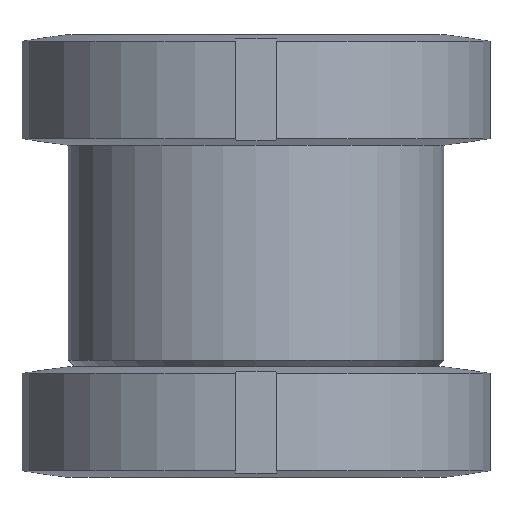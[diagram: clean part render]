
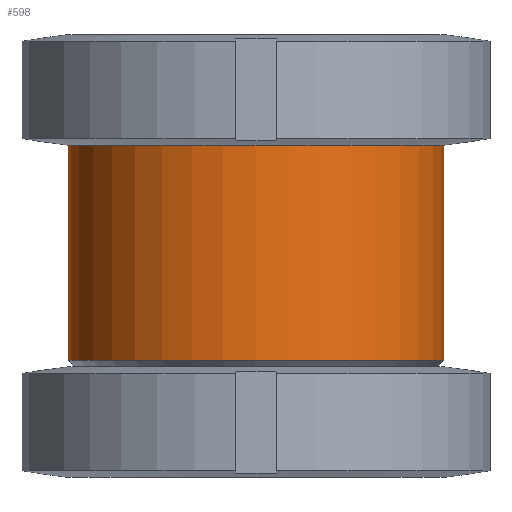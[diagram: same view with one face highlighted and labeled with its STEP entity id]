
A CAD part, front view. The second image highlights one B-rep face of the part: STEP entity #598.
In plain terms, the highlighted cylindrical face has radius 28 mm (diameter 56 mm), a partial arc.
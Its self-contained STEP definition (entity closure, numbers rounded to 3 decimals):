
#434=EDGE_CURVE('',#600,#694,#1201,.T.);
#598=ADVANCED_FACE('',(#1383),#1384,.T.);
#600=VERTEX_POINT('',#1386);
#694=VERTEX_POINT('',#1487);
#806=VERTEX_POINT('',#1610);
#900=EDGE_CURVE('',#904,#694,#1714,.T.);
#904=VERTEX_POINT('',#1718);
#1020=EDGE_CURVE('',#904,#806,#1846,.T.);
#1030=EDGE_CURVE('',#806,#600,#1859,.T.);
#1201=LINE('',#2057,#2058);
#1383=FACE_OUTER_BOUND('',#2437,.T.);
#1384=CYLINDRICAL_SURFACE('',#2438,28.0);
#1386=CARTESIAN_POINT('',(-28.0,0.,17.49));
#1487=CARTESIAN_POINT('',(-28.0,0.,49.5));
#1610=CARTESIAN_POINT('',(28.0,0.,17.49));
#1714=CIRCLE('',#3029,28.0);
#1718=CARTESIAN_POINT('',(28.0,0.,49.5));
#1846=LINE('',#3318,#3319);
#1859=CIRCLE('',#3345,28.0);
#2057=CARTESIAN_POINT('',(-28.0,0.,33.495));
#2058=VECTOR('',#3615,1.0);
#2437=EDGE_LOOP('',(#3790,#3791,#3792,#3793));
#2438=AXIS2_PLACEMENT_3D('',#3794,#3795,#3796);
#3029=AXIS2_PLACEMENT_3D('',#4156,#4157,#4158);
#3318=CARTESIAN_POINT('',(28.0,0.,33.495));
#3319=VECTOR('',#4283,1.0);
#3345=AXIS2_PLACEMENT_3D('',#4301,#4302,#4303);
#3615=DIRECTION('',(-0.0,0.,1.0));
#3790=ORIENTED_EDGE('',*,*,#1020,.F.);
#3791=ORIENTED_EDGE('',*,*,#900,.T.);
#3792=ORIENTED_EDGE('',*,*,#434,.F.);
#3793=ORIENTED_EDGE('',*,*,#1030,.F.);
#3794=CARTESIAN_POINT('',(0.0,0.,33.495));
#3795=DIRECTION('',(-0.0,0.,1.0));
#3796=DIRECTION('',(1.0,0.0,0.0));
#4156=CARTESIAN_POINT('',(0.0,0.,49.5));
#4157=DIRECTION('',(0.0,0.,-1.0));
#4158=DIRECTION('',(1.0,0.0,0.0));
#4283=DIRECTION('',(0.0,0.,-1.0));
#4301=CARTESIAN_POINT('',(0.0,0.,17.49));
#4302=DIRECTION('',(0.0,0.,-1.0));
#4303=DIRECTION('',(1.0,0.0,0.0));
